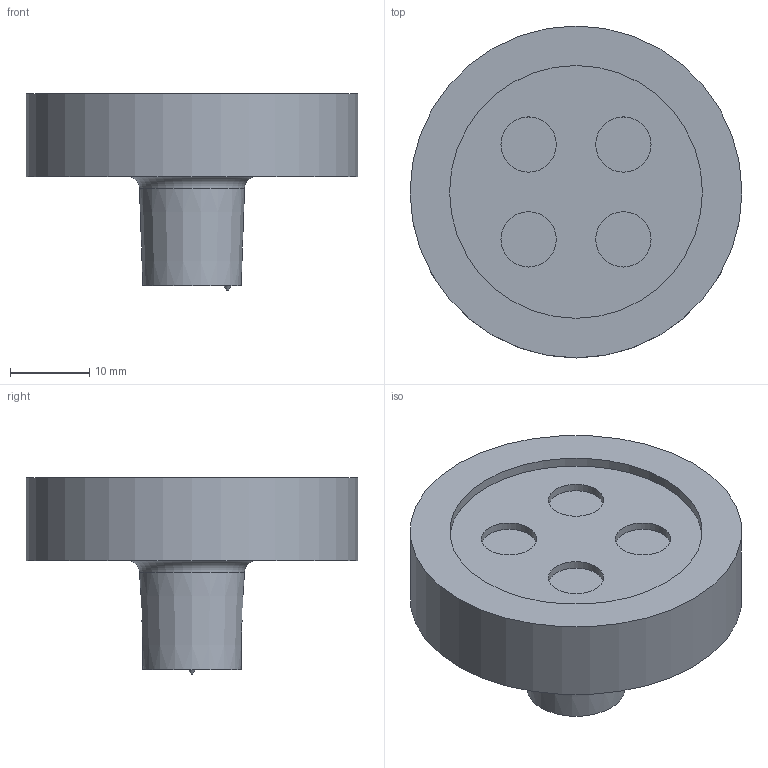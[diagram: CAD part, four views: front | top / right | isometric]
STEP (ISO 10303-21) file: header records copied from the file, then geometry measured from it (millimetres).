
FILE_DESCRIPTION(/* description */ (''),/* implementation_level */ '2;1');
FILE_NAME(/* name */ 'UM-BUTTON.stp',/* time_stamp */ '2019-01-28T10:23:06+01:00',/* author */ ('tomaszw'),/* organization */ (''),/* preprocessor_version */ 'ST-DEVELOPER v17',/* originating_system */ 'Autodesk Inventor 2019',/* authorisation */ '');
FILE_SCHEMA (('AUTOMOTIVE_DESIGN { 1 0 10303 214 3 1 1 }'));
Length unit declared in the file: millimetre
Products named in the file (1): UM-BUTTON
Bounding box: 42 x 42 x 24.9 mm (x, y, z)
Volume: 15157.4 mm3; surface area: 5003.9 mm2
Topology: 1 solids, 1 shells, 20 faces, 35 edges, 24 vertices
Faces by surface type: plane 9, cylinder 7, cone 3, torus 1
Full cylindrical faces by diameter (mm): 3.242 x1, 7 x4, 32 x1, 42 x1
Entity records: 533 total; most frequent: DIRECTION 100, CARTESIAN_POINT 79, ORIENTED_EDGE 68, AXIS2_PLACEMENT_3D 45, EDGE_CURVE 34, EDGE_LOOP 28, CIRCLE 24, VERTEX_POINT 24
